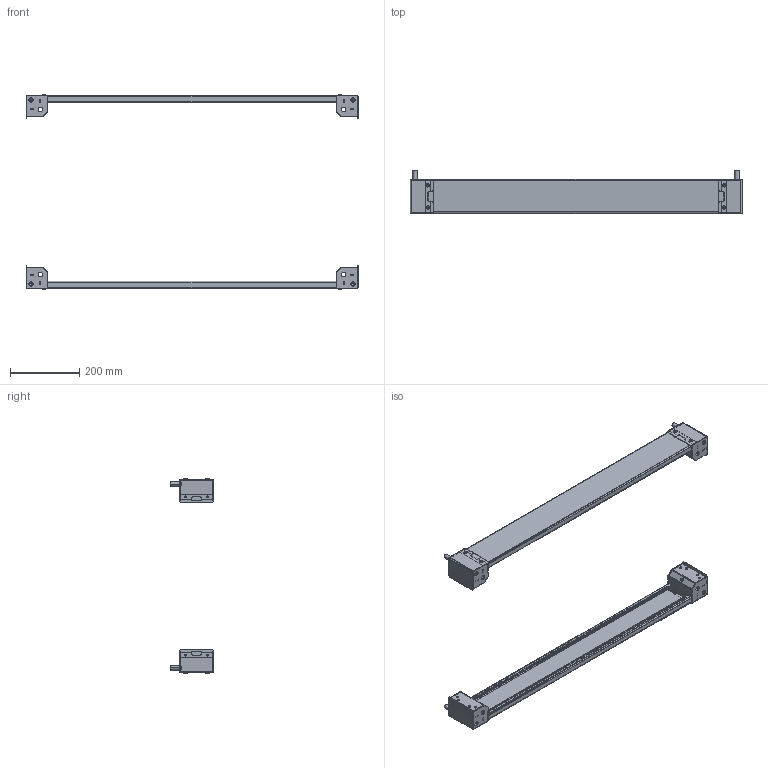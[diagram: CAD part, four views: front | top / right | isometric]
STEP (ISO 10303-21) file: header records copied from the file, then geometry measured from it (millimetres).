
FILE_DESCRIPTION (( 'STEP AP203' ), '1' );
FILE_NAME ('UR12104100010 Ýëåìåíòû ïåðåäíèé è çàäíèé öîêîëÿ 100ìì RS52 100.00 RAL7035 (2øò) (000.136.077-04).STEP', '2022-04-13T07:41:34', ( '' ), ( '' ), 'SwSTEP 2.0', 'SolidWorks 2017', '' );
FILE_SCHEMA (( 'CONFIG_CONTROL_DESIGN' ));
Length unit declared in the file: millimetre
Products named in the file (11): Âèíò DIN 912_Œ12å35; 嵑殧趌6402_12; 024-446 砑僔蠂縺; 嵑殧趌11371_12; UR12104100010 Ýëåìåíòû ïåðåäíèé è çàäíèé öîêîëÿ 100ìì RS52 100.00 RAL7035 (2øò) (000.136.077-04); 070-73 Ïàíåëü öîêîëÿ RS52_04 (00.100); 024-447 ﾊ濱00 RAL 7021; 000.137.045 Ñîåäèíèòåëü óãëîâîé_01 RAl 7035; Âèíò DIN 7500 C TORX_Œ5å12; 008-461 Ñòåíêà ïðîôèëüíàÿ; Âèíò DIN 7500 M TORX_Œ5å16 (çñà­ë©)
Assembly tree (41 placements, depth 3):
  UR12104100010 Ýëåìåíòû ïåðåäíèé è çàäíèé öîêîëÿ 100ìì RS52 100.00 RAL7035 (2øò) (000.136.077-04)
    000.137.045 Ñîåäèíèòåëü óãëîâîé_01 RAl 7035  x4
      008-461 Ñòåíêà ïðîôèëüíàÿ
      024-446 砑僔蠂縺
    070-73 Ïàíåëü öîêîëÿ RS52_04 (00.100)  x2
    Âèíò DIN 7500 C TORX_Œ5å12  x8
    024-447 ﾊ濱00 RAL 7021  x4
    Âèíò DIN 7500 M TORX_Œ5å16 (çñà­ë©)  x8
    嵑殧趌11371_12  x4
    嵑殧趌6402_12  x4
    Âèíò DIN 912_Œ12å35  x4
Bounding box: 962.2 x 126.5 x 563.8 mm (x, y, z)
Volume: 842685.3 mm3; surface area: 877060.2 mm2
Topology: 46 solids, 46 shells, 2640 faces, 7088 edges, 4540 vertices
Faces by surface type: plane 1380, cylinder 1084, cone 96, torus 48, bspline 16, sphere 16
Entity records: 28628 total; most frequent: CARTESIAN_POINT 5035, DIRECTION 4456, ORIENTED_EDGE 4410, EDGE_CURVE 2205, VECTOR 1532, LINE 1532, AXIS2_PLACEMENT_3D 1462, VERTEX_POINT 1419
